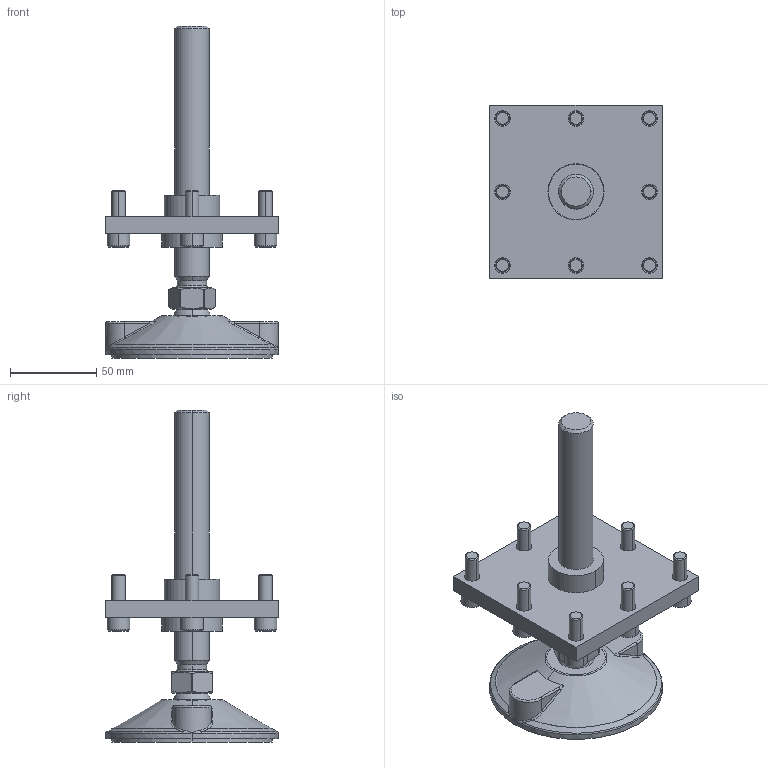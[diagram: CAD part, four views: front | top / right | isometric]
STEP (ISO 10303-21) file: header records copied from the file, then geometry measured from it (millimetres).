
FILE_DESCRIPTION(('Creo Elements/Direct Modeling STEP Export'),'2;1');
FILE_NAME('11.0245.1_Gelenkfuss-MMS-11_100-M20-190mm-KS-schwingungsged..stp','2022-03-18T14:17:08',(''),(''),'PTC Creo Elements/Direct Modeling STEP processor for AP214 (Solid Model)','PTC Creo Elements/Direct Modeling 19.0C 15-Aug-2015 (C) Parametric Technology GmbH','');
FILE_SCHEMA(('AUTOMOTIVE_DESIGN { 1 0 10303 214 1 1 1 1 }'));
Length unit declared in the file: millimetre
Products named in the file (6): Gelenkfuss-MMS-11_100-M20-190mm-KS_11.0245.oF_PX176297; Flanschmutter-MMS-55_M20-D32_96.5028_PX176302; Flanschplatte-MMS-11_100x100-Laserschneideteil-t10mm_96.5034_PX176304; Zylinderschraube-DIN912_M8x25-8.8-verz_10990_PX176237.02.02.02; Gummischeibe_D93x25x8_19955_PX176316; Gelenkfuss-MMS-11_100-M20-190mm-KS-schwingungsged._11.0245.1_PX176325
Assembly tree (12 placements, depth 2):
  Gelenkfuss-MMS-11_100-M20-190mm-KS-schwingungsged._11.0245.1_PX176325
    Gummischeibe_D93x25x8_19955_PX176316
    Zylinderschraube-DIN912_M8x25-8.8-verz_10990_PX176237.02.02.02  x8
    Flanschplatte-MMS-11_100x100-Laserschneideteil-t10mm_96.5034_PX176304
    Flanschmutter-MMS-55_M20-D32_96.5028_PX176302
    Gelenkfuss-MMS-11_100-M20-190mm-KS_11.0245.oF_PX176297
Bounding box: 100 x 100 x 192 mm (x, y, z)
Volume: 334464.6 mm3; surface area: 88409.3 mm2
Topology: 12 solids, 13 shells, 268 faces, 611 edges, 390 vertices
Faces by surface type: plane 112, cylinder 82, cone 46, bspline 16, torus 8, sphere 4
Entity records: 8357 total; most frequent: CARTESIAN_POINT 4748, ORIENTED_EDGE 686, DIRECTION 564, EDGE_CURVE 343, AXIS2_PLACEMENT_3D 225, VERTEX_POINT 222, EDGE_LOOP 171, FACE_OUTER_BOUND 142
